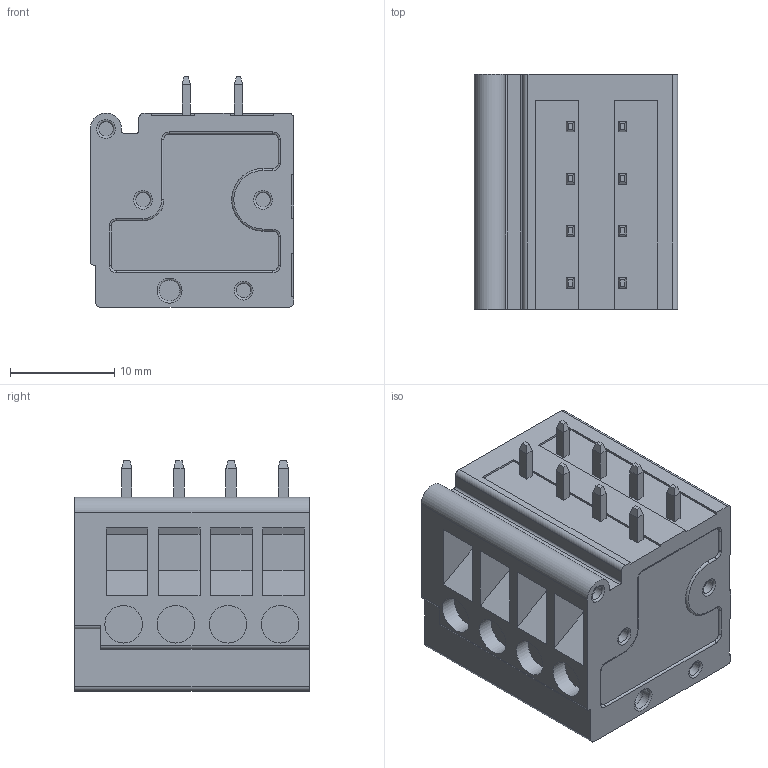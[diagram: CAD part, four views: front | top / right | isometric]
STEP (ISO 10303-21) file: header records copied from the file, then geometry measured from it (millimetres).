
FILE_DESCRIPTION(/* description */ ('Unknown'),/* implementation_level */ '2;1');
FILE_NAME(/* name */ 'MT300-50004-20230306',/* time_stamp */ '2023-03-28T09:53:50+08:00',/* author */ ('Unknown'),/* organization */ ('Unknown'),/* preprocessor_version */ 'ST-DEVELOPER v16.7',/* originating_system */ 'DEX',/* authorisation */ $);
FILE_SCHEMA (('AUTOMOTIVE_DESIGN {1 0 10303 214 3 1 1}'));
Length unit declared in the file: millimetre
Products named in the file (1): ｹs･
Bounding box: 19.5 x 22.5 x 22.1 mm (x, y, z)
Volume: 7015.2 mm3; surface area: 4525.8 mm2
Topology: 1 solids, 44 shells, 433 faces, 993 edges, 652 vertices
Faces by surface type: plane 217, cylinder 110, torus 106
Full cylindrical faces by diameter (mm): 1.4 x36, 2 x9, 3.5 x1, 3.6 x4
Entity records: 11045 total; most frequent: DIRECTION 2031, CARTESIAN_POINT 1815, ORIENTED_EDGE 1602, EDGE_CURVE 801, AXIS2_PLACEMENT_3D 796, EDGE_LOOP 597, FACE_BOUND 597, VERTEX_POINT 580
